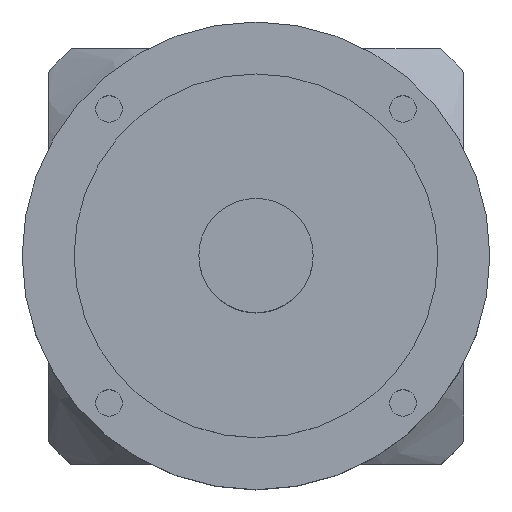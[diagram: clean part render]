
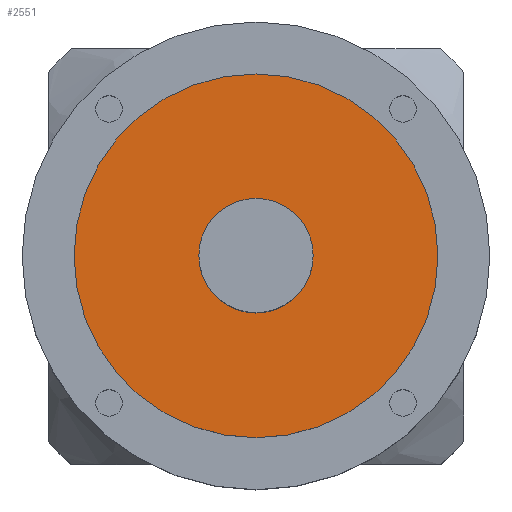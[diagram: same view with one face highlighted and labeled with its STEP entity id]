
A CAD part, top view. The second image highlights one B-rep face of the part: STEP entity #2551.
In plain terms, the highlighted planar face has unit normal (0, 0, 1).
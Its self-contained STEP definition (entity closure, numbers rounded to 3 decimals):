
#68 = PLANE ( 'NONE',  #14220 ) ;
#983 = CIRCLE ( 'NONE', #18900, 11. ) ;
#1131 = EDGE_LOOP ( 'NONE', ( #14622, #3779 ) ) ;
#1182 = CARTESIAN_POINT ( 'NONE',  ( 35., 0., 129.5 ) ) ;
#1391 = VERTEX_POINT ( 'NONE', #1182 ) ;
#1415 = EDGE_LOOP ( 'NONE', ( #22901, #20568 ) ) ;
#1603 = DIRECTION ( 'NONE',  ( 0., 0., 1. ) ) ;
#1743 = DIRECTION ( 'NONE',  ( 1., 0., 0. ) ) ;
#1956 = DIRECTION ( 'NONE',  ( 0., 0., 1. ) ) ;
#2551 = ADVANCED_FACE ( 'NONE', ( #13060, #22382 ), #68, .T. ) ;
#3779 = ORIENTED_EDGE ( 'NONE', *, *, #4905, .T. ) ;
#4499 = DIRECTION ( 'NONE',  ( 1., 0., 0. ) ) ;
#4905 = EDGE_CURVE ( 'NONE', #1391, #12415, #17952, .T. ) ;
#5010 = EDGE_CURVE ( 'NONE', #12415, #1391, #13675, .T. ) ;
#5636 = EDGE_CURVE ( 'NONE', #27737, #25428, #13695, .T. ) ;
#6035 = DIRECTION ( 'NONE',  ( 0., 0., 1. ) ) ;
#7053 = EDGE_CURVE ( 'NONE', #25428, #27737, #983, .T. ) ;
#10597 = DIRECTION ( 'NONE',  ( 1., 0., 0. ) ) ;
#10854 = AXIS2_PLACEMENT_3D ( 'NONE', #17106, #1603, #10597 ) ;
#11126 = CARTESIAN_POINT ( 'NONE',  ( 0., 0., 129.5 ) ) ;
#12415 = VERTEX_POINT ( 'NONE', #15364 ) ;
#12736 = DIRECTION ( 'NONE',  ( 1., 0., 0. ) ) ;
#12759 = AXIS2_PLACEMENT_3D ( 'NONE', #28905, #6035, #1743 ) ;
#13060 = FACE_BOUND ( 'NONE', #1415, .T. ) ;
#13310 = DIRECTION ( 'NONE',  ( 0., 0., 1. ) ) ;
#13675 = CIRCLE ( 'NONE', #10854, 35. ) ;
#13695 = CIRCLE ( 'NONE', #25520, 11. ) ;
#14220 = AXIS2_PLACEMENT_3D ( 'NONE', #11126, #26796, #4499 ) ;
#14622 = ORIENTED_EDGE ( 'NONE', *, *, #5010, .T. ) ;
#15364 = CARTESIAN_POINT ( 'NONE',  ( -35., 0., 129.5 ) ) ;
#17106 = CARTESIAN_POINT ( 'NONE',  ( 0., 0., 129.5 ) ) ;
#17615 = DIRECTION ( 'NONE',  ( 1., 0., 0. ) ) ;
#17952 = CIRCLE ( 'NONE', #12759, 35. ) ;
#18396 = CARTESIAN_POINT ( 'NONE',  ( 11., 0., 129.5 ) ) ;
#18900 = AXIS2_PLACEMENT_3D ( 'NONE', #24548, #13310, #12736 ) ;
#20568 = ORIENTED_EDGE ( 'NONE', *, *, #5636, .F. ) ;
#22382 = FACE_OUTER_BOUND ( 'NONE', #1131, .T. ) ;
#22901 = ORIENTED_EDGE ( 'NONE', *, *, #7053, .F. ) ;
#24548 = CARTESIAN_POINT ( 'NONE',  ( 0., 0., 129.5 ) ) ;
#25353 = CARTESIAN_POINT ( 'NONE',  ( -11., 0., 129.5 ) ) ;
#25428 = VERTEX_POINT ( 'NONE', #25353 ) ;
#25520 = AXIS2_PLACEMENT_3D ( 'NONE', #29126, #1956, #17615 ) ;
#26796 = DIRECTION ( 'NONE',  ( 0., 0., 1. ) ) ;
#27737 = VERTEX_POINT ( 'NONE', #18396 ) ;
#28905 = CARTESIAN_POINT ( 'NONE',  ( 0., 0., 129.5 ) ) ;
#29126 = CARTESIAN_POINT ( 'NONE',  ( 0., 0., 129.5 ) ) ;
